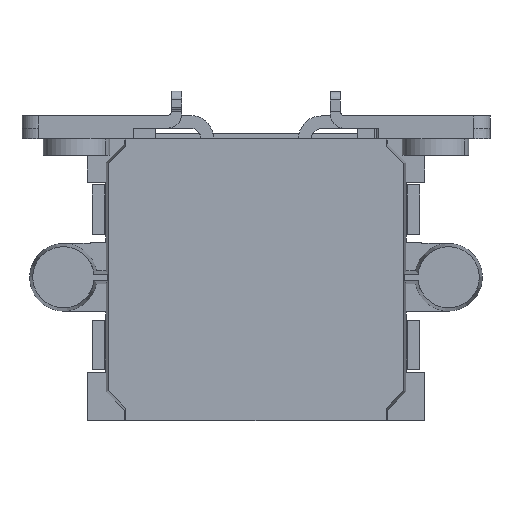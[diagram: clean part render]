
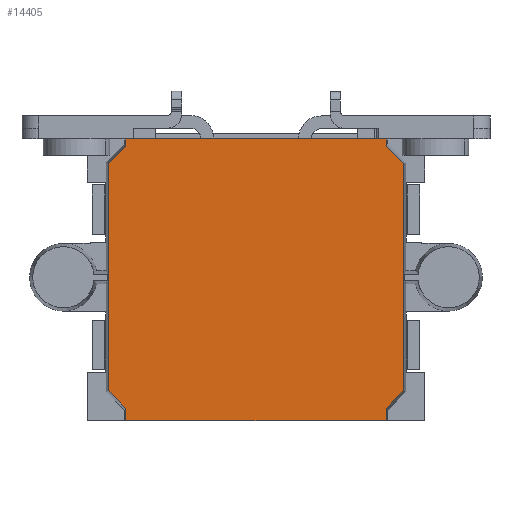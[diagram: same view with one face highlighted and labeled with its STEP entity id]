
A CAD part, front view. The second image highlights one B-rep face of the part: STEP entity #14405.
In plain terms, the highlighted planar face has unit normal (0, -1, 0).
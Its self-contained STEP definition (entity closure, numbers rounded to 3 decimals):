
#14377=AXIS2_PLACEMENT_3D('Plane Axis2P3D',#14374,#14375,#14376) ;
#13968=CARTESIAN_POINT('Vertex',(17.483,-43.1,-44.839)) ;
#13971=CARTESIAN_POINT('Line Origine',(17.561,-43.1,-44.761)) ;
#13975=CARTESIAN_POINT('Vertex',(15.439,-43.1,-46.883)) ;
#13994=CARTESIAN_POINT('Line Origine',(-17.561,-43.1,-44.761)) ;
#13998=CARTESIAN_POINT('Vertex',(-17.483,-43.1,-44.839)) ;
#14000=CARTESIAN_POINT('Vertex',(-15.439,-43.1,-46.883)) ;
#14027=CARTESIAN_POINT('Vertex',(-15.439,-43.1,-48.4)) ;
#14030=CARTESIAN_POINT('Line Origine',(-15.439,-43.1,-47.641)) ;
#14047=CARTESIAN_POINT('Line Origine',(15.439,-43.1,-47.641)) ;
#14051=CARTESIAN_POINT('Vertex',(15.439,-43.1,-48.4)) ;
#14071=CARTESIAN_POINT('Line Origine',(0.,-43.1,-48.4)) ;
#14093=CARTESIAN_POINT('Vertex',(15.439,-43.1,-15.917)) ;
#14107=CARTESIAN_POINT('Vertex',(15.439,-43.1,-15.03)) ;
#14110=CARTESIAN_POINT('Line Origine',(15.439,-43.1,-15.474)) ;
#14134=CARTESIAN_POINT('Line Origine',(17.561,-43.1,-18.039)) ;
#14138=CARTESIAN_POINT('Vertex',(17.483,-43.1,-17.961)) ;
#14157=CARTESIAN_POINT('Line Origine',(-17.483,-43.1,-31.4)) ;
#14161=CARTESIAN_POINT('Vertex',(-17.483,-43.1,-17.961)) ;
#14317=CARTESIAN_POINT('Line Origine',(17.483,-43.1,-31.4)) ;
#14359=CARTESIAN_POINT('Vertex',(-15.439,-43.1,-15.03)) ;
#14362=CARTESIAN_POINT('Line Origine',(0.,-43.1,-15.03)) ;
#14374=CARTESIAN_POINT('Axis2P3D Location',(0.,-43.1,-31.4)) ;
#14379=CARTESIAN_POINT('Line Origine',(-15.439,-43.1,-15.474)) ;
#14383=CARTESIAN_POINT('Vertex',(-15.439,-43.1,-15.917)) ;
#14386=CARTESIAN_POINT('Line Origine',(-16.461,-43.1,-16.939)) ;
#13972=DIRECTION('Vector Direction',(-0.707,0.,-0.707)) ;
#13995=DIRECTION('Vector Direction',(-0.707,0.,0.707)) ;
#14031=DIRECTION('Vector Direction',(0.,0.,1.)) ;
#14048=DIRECTION('Vector Direction',(0.,0.,1.)) ;
#14072=DIRECTION('Vector Direction',(1.,0.,0.)) ;
#14111=DIRECTION('Vector Direction',(0.,0.,-1.)) ;
#14135=DIRECTION('Vector Direction',(-0.707,0.,0.707)) ;
#14158=DIRECTION('Vector Direction',(0.,0.,-1.)) ;
#14318=DIRECTION('Vector Direction',(0.,0.,1.)) ;
#14363=DIRECTION('Vector Direction',(-1.,0.,0.)) ;
#14375=DIRECTION('Axis2P3D Direction',(0.,1.,0.)) ;
#14376=DIRECTION('Axis2P3D XDirection',(0.,0.,-1.)) ;
#14380=DIRECTION('Vector Direction',(0.,0.,-1.)) ;
#14387=DIRECTION('Vector Direction',(-0.707,0.,-0.707)) ;
#13973=VECTOR('Line Direction',#13972,1.) ;
#13996=VECTOR('Line Direction',#13995,1.) ;
#14032=VECTOR('Line Direction',#14031,1.) ;
#14049=VECTOR('Line Direction',#14048,1.) ;
#14073=VECTOR('Line Direction',#14072,1.) ;
#14112=VECTOR('Line Direction',#14111,1.) ;
#14136=VECTOR('Line Direction',#14135,1.) ;
#14159=VECTOR('Line Direction',#14158,1.) ;
#14319=VECTOR('Line Direction',#14318,1.) ;
#14364=VECTOR('Line Direction',#14363,1.) ;
#14381=VECTOR('Line Direction',#14380,1.) ;
#14388=VECTOR('Line Direction',#14387,1.) ;
#14392=ORIENTED_EDGE('',*,*,#14114,.F.) ;
#14393=ORIENTED_EDGE('',*,*,#14366,.F.) ;
#14394=ORIENTED_EDGE('',*,*,#14385,.T.) ;
#14395=ORIENTED_EDGE('',*,*,#14390,.T.) ;
#14396=ORIENTED_EDGE('',*,*,#14163,.T.) ;
#14397=ORIENTED_EDGE('',*,*,#14002,.T.) ;
#14398=ORIENTED_EDGE('',*,*,#14034,.F.) ;
#14399=ORIENTED_EDGE('',*,*,#14075,.F.) ;
#14400=ORIENTED_EDGE('',*,*,#14053,.T.) ;
#14401=ORIENTED_EDGE('',*,*,#13977,.T.) ;
#14402=ORIENTED_EDGE('',*,*,#14321,.T.) ;
#14403=ORIENTED_EDGE('',*,*,#14140,.T.) ;
#14405=ADVANCED_FACE('Housing',(#14404),#14378,.F.) ;
#13977=EDGE_CURVE('',#13976,#13969,#13974,.F.) ;
#14002=EDGE_CURVE('',#13999,#14001,#13997,.F.) ;
#14034=EDGE_CURVE('',#14028,#14001,#14033,.T.) ;
#14053=EDGE_CURVE('',#14052,#13976,#14050,.T.) ;
#14075=EDGE_CURVE('',#14052,#14028,#14074,.F.) ;
#14114=EDGE_CURVE('',#14108,#14094,#14113,.T.) ;
#14140=EDGE_CURVE('',#14139,#14094,#14137,.T.) ;
#14163=EDGE_CURVE('',#14162,#13999,#14160,.T.) ;
#14321=EDGE_CURVE('',#13969,#14139,#14320,.T.) ;
#14366=EDGE_CURVE('',#14360,#14108,#14365,.F.) ;
#14385=EDGE_CURVE('',#14360,#14384,#14382,.T.) ;
#14390=EDGE_CURVE('',#14384,#14162,#14389,.T.) ;
#14391=EDGE_LOOP('',(#14392,#14393,#14394,#14395,#14396,#14397,#14398,#14399,#14400,#14401,#14402,#14403)) ;
#14404=FACE_OUTER_BOUND('',#14391,.T.) ;
#13974=LINE('Line',#13971,#13973) ;
#13997=LINE('Line',#13994,#13996) ;
#14033=LINE('Line',#14030,#14032) ;
#14050=LINE('Line',#14047,#14049) ;
#14074=LINE('Line',#14071,#14073) ;
#14113=LINE('Line',#14110,#14112) ;
#14137=LINE('Line',#14134,#14136) ;
#14160=LINE('Line',#14157,#14159) ;
#14320=LINE('Line',#14317,#14319) ;
#14365=LINE('Line',#14362,#14364) ;
#14382=LINE('Line',#14379,#14381) ;
#14389=LINE('Line',#14386,#14388) ;
#14378=PLANE('',#14377) ;
#13969=VERTEX_POINT('',#13968) ;
#13976=VERTEX_POINT('',#13975) ;
#13999=VERTEX_POINT('',#13998) ;
#14001=VERTEX_POINT('',#14000) ;
#14028=VERTEX_POINT('',#14027) ;
#14052=VERTEX_POINT('',#14051) ;
#14094=VERTEX_POINT('',#14093) ;
#14108=VERTEX_POINT('',#14107) ;
#14139=VERTEX_POINT('',#14138) ;
#14162=VERTEX_POINT('',#14161) ;
#14360=VERTEX_POINT('',#14359) ;
#14384=VERTEX_POINT('',#14383) ;
